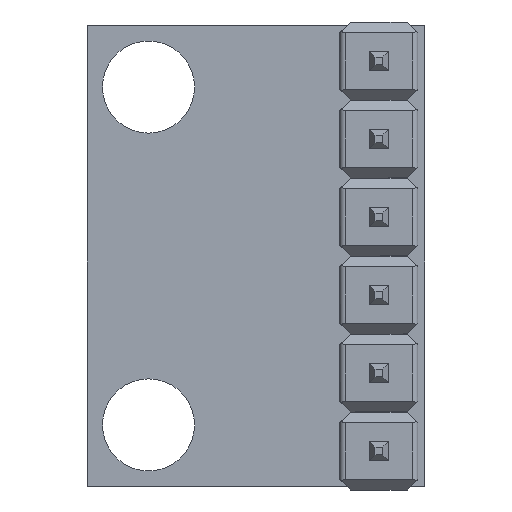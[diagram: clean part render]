
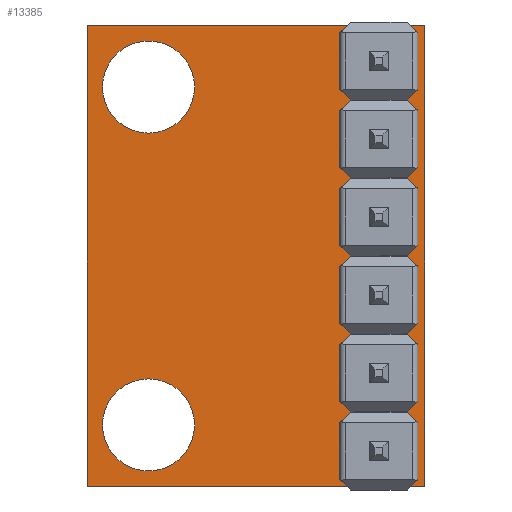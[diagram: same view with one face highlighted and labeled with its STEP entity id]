
A CAD part, front view. The second image highlights one B-rep face of the part: STEP entity #13385.
In plain terms, the highlighted planar face has unit normal (0, -1, 0).
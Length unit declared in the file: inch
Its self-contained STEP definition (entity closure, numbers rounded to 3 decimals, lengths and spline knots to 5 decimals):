
#355=CIRCLE('',#14159,0.05906);
#357=CIRCLE('',#14162,0.05906);
#359=CIRCLE('',#14165,0.01772);
#361=CIRCLE('',#14168,0.01772);
#363=CIRCLE('',#14171,0.01772);
#365=CIRCLE('',#14174,0.01772);
#367=CIRCLE('',#14177,0.01772);
#369=CIRCLE('',#14180,0.01772);
#1335=FACE_BOUND('',#2516,.T.);
#1336=FACE_BOUND('',#2517,.T.);
#1337=FACE_BOUND('',#2518,.T.);
#1338=FACE_BOUND('',#2519,.T.);
#1339=FACE_BOUND('',#2520,.T.);
#1340=FACE_BOUND('',#2521,.T.);
#1341=FACE_BOUND('',#2522,.T.);
#1342=FACE_BOUND('',#2523,.T.);
#1755=FACE_OUTER_BOUND('',#2515,.T.);
#2515=EDGE_LOOP('',(#10912,#10913,#10914,#10915));
#2516=EDGE_LOOP('',(#10916));
#2517=EDGE_LOOP('',(#10917));
#2518=EDGE_LOOP('',(#10918));
#2519=EDGE_LOOP('',(#10919));
#2520=EDGE_LOOP('',(#10920));
#2521=EDGE_LOOP('',(#10921));
#2522=EDGE_LOOP('',(#10922));
#2523=EDGE_LOOP('',(#10923));
#3620=LINE('',#24683,#5040);
#3624=LINE('',#24691,#5044);
#3627=LINE('',#24697,#5047);
#3630=LINE('',#24702,#5050);
#5040=VECTOR('',#16398,0.3937);
#5044=VECTOR('',#16404,0.3937);
#5047=VECTOR('',#16409,0.3937);
#5050=VECTOR('',#16414,0.3937);
#6364=VERTEX_POINT('',#24633);
#6366=VERTEX_POINT('',#24639);
#6368=VERTEX_POINT('',#24645);
#6370=VERTEX_POINT('',#24651);
#6372=VERTEX_POINT('',#24657);
#6374=VERTEX_POINT('',#24663);
#6376=VERTEX_POINT('',#24669);
#6378=VERTEX_POINT('',#24675);
#6380=VERTEX_POINT('',#24681);
#6381=VERTEX_POINT('',#24682);
#6384=VERTEX_POINT('',#24690);
#6386=VERTEX_POINT('',#24696);
#7952=EDGE_CURVE('',#6364,#6364,#355,.T.);
#7955=EDGE_CURVE('',#6366,#6366,#357,.T.);
#7958=EDGE_CURVE('',#6368,#6368,#359,.T.);
#7961=EDGE_CURVE('',#6370,#6370,#361,.T.);
#7964=EDGE_CURVE('',#6372,#6372,#363,.T.);
#7967=EDGE_CURVE('',#6374,#6374,#365,.T.);
#7970=EDGE_CURVE('',#6376,#6376,#367,.T.);
#7973=EDGE_CURVE('',#6378,#6378,#369,.T.);
#7976=EDGE_CURVE('',#6380,#6381,#3620,.T.);
#7980=EDGE_CURVE('',#6384,#6380,#3624,.T.);
#7983=EDGE_CURVE('',#6386,#6384,#3627,.T.);
#7986=EDGE_CURVE('',#6381,#6386,#3630,.T.);
#10912=ORIENTED_EDGE('',*,*,#7986,.F.);
#10913=ORIENTED_EDGE('',*,*,#7976,.F.);
#10914=ORIENTED_EDGE('',*,*,#7980,.F.);
#10915=ORIENTED_EDGE('',*,*,#7983,.F.);
#10916=ORIENTED_EDGE('',*,*,#7952,.T.);
#10917=ORIENTED_EDGE('',*,*,#7955,.T.);
#10918=ORIENTED_EDGE('',*,*,#7958,.T.);
#10919=ORIENTED_EDGE('',*,*,#7961,.T.);
#10920=ORIENTED_EDGE('',*,*,#7964,.T.);
#10921=ORIENTED_EDGE('',*,*,#7967,.T.);
#10922=ORIENTED_EDGE('',*,*,#7970,.T.);
#10923=ORIENTED_EDGE('',*,*,#7973,.T.);
#12732=PLANE('',#14187);
#13385=ADVANCED_FACE('',(#1755,#1335,#1336,#1337,#1338,#1339,#1340,#1341,
#1342),#12732,.F.);
#14159=AXIS2_PLACEMENT_3D('',#24634,#16342,#16343);
#14162=AXIS2_PLACEMENT_3D('',#24640,#16349,#16350);
#14165=AXIS2_PLACEMENT_3D('',#24646,#16356,#16357);
#14168=AXIS2_PLACEMENT_3D('',#24652,#16363,#16364);
#14171=AXIS2_PLACEMENT_3D('',#24658,#16370,#16371);
#14174=AXIS2_PLACEMENT_3D('',#24664,#16377,#16378);
#14177=AXIS2_PLACEMENT_3D('',#24670,#16384,#16385);
#14180=AXIS2_PLACEMENT_3D('',#24676,#16391,#16392);
#14187=AXIS2_PLACEMENT_3D('',#24705,#16418,#16419);
#16342=DIRECTION('center_axis',(0.,1.,0.));
#16343=DIRECTION('ref_axis',(1.,0.,0.));
#16349=DIRECTION('center_axis',(0.,1.,0.));
#16350=DIRECTION('ref_axis',(1.,0.,0.));
#16356=DIRECTION('center_axis',(0.,1.,0.));
#16357=DIRECTION('ref_axis',(1.,0.,0.));
#16363=DIRECTION('center_axis',(0.,1.,0.));
#16364=DIRECTION('ref_axis',(1.,0.,0.));
#16370=DIRECTION('center_axis',(0.,1.,0.));
#16371=DIRECTION('ref_axis',(1.,0.,0.));
#16377=DIRECTION('center_axis',(0.,1.,0.));
#16378=DIRECTION('ref_axis',(1.,0.,0.));
#16384=DIRECTION('center_axis',(0.,1.,0.));
#16385=DIRECTION('ref_axis',(1.,0.,0.));
#16391=DIRECTION('center_axis',(0.,1.,0.));
#16392=DIRECTION('ref_axis',(1.,0.,0.));
#16398=DIRECTION('',(0.,0.,1.));
#16404=DIRECTION('',(-1.,0.,0.));
#16409=DIRECTION('',(0.,0.,-1.));
#16414=DIRECTION('',(1.,0.,0.));
#16418=DIRECTION('center_axis',(0.,1.,0.));
#16419=DIRECTION('ref_axis',(0.,0.,
1.));
#24633=CARTESIAN_POINT('',(-0.34755,-0.96191,-0.08271));
#24634=CARTESIAN_POINT('Origin',(-0.28849,-0.96191,-0.08271));
#24639=CARTESIAN_POINT('',(-0.34755,-0.96191,0.35036));
#24640=CARTESIAN_POINT('Origin',(-0.28849,-0.96191,0.35036));
#24645=CARTESIAN_POINT('',(-0.01093,-0.96191,-0.11617));
#24646=CARTESIAN_POINT('Origin',(0.00678,-0.96191,
-0.11617));
#24651=CARTESIAN_POINT('',(-0.01093,-0.96191,-0.01617));
#24652=CARTESIAN_POINT('Origin',(0.00678,-0.96191,
-0.01617));
#24657=CARTESIAN_POINT('',(-0.01093,-0.96191,0.08383));
#24658=CARTESIAN_POINT('Origin',(0.00678,-0.96191,
0.08383));
#24663=CARTESIAN_POINT('',(-0.01093,-0.96191,0.18383));
#24664=CARTESIAN_POINT('Origin',(0.00678,-0.96191,
0.18383));
#24669=CARTESIAN_POINT('',(-0.01093,-0.96191,0.28383));
#24670=CARTESIAN_POINT('Origin',(0.00678,-0.96191,
0.28383));
#24675=CARTESIAN_POINT('',(-0.01093,-0.96191,0.38383));
#24676=CARTESIAN_POINT('Origin',(0.00678,-0.96191,
0.38383));
#24681=CARTESIAN_POINT('',(-0.36723,-0.96191,-0.16145));
#24682=CARTESIAN_POINT('',(-0.36723,-0.96191,0.4291));
#24683=CARTESIAN_POINT('',(-0.36723,-0.96191,-0.16145));
#24690=CARTESIAN_POINT('',(0.06584,-0.96191,-0.16145));
#24691=CARTESIAN_POINT('',(0.06584,-0.96191,-0.16145));
#24696=CARTESIAN_POINT('',(0.06584,-0.96191,0.4291));
#24697=CARTESIAN_POINT('',(0.06584,-0.96191,0.4291));
#24702=CARTESIAN_POINT('',(-0.36723,-0.96191,0.4291));
#24705=CARTESIAN_POINT('Origin',(-0.1507,-0.96191,0.13383));
